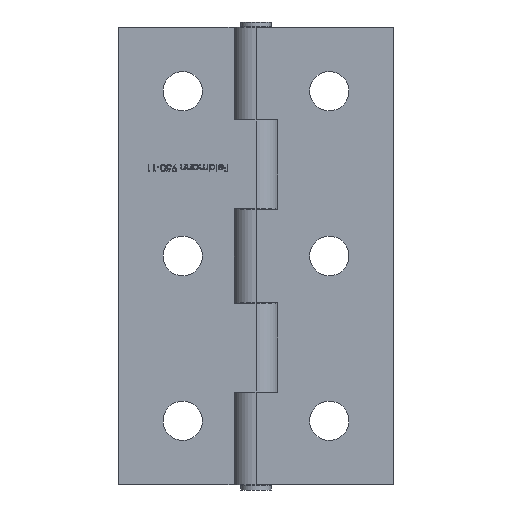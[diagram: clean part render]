
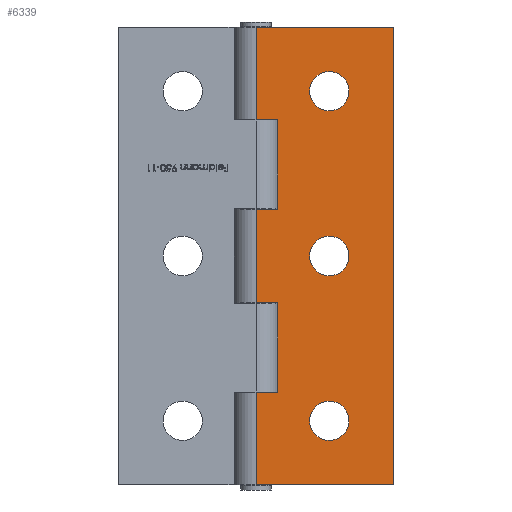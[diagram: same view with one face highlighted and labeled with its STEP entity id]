
A CAD part, front view. The second image highlights one B-rep face of the part: STEP entity #6339.
In plain terms, the highlighted planar face has unit normal (0, -1, 0).
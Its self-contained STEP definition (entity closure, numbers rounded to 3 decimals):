
#127 = VERTEX_POINT ( 'NONE', #9447 ) ;
#138 = FACE_BOUND ( 'NONE', #8717, .T. ) ;
#199 = CARTESIAN_POINT ( 'NONE',  ( 0.6, 0., -5.1 ) ) ;
#301 = VECTOR ( 'NONE', #3309, 1000. ) ;
#415 = EDGE_CURVE ( 'NONE', #6451, #6451, #6460, .T. ) ;
#581 = CARTESIAN_POINT ( 'NONE',  ( -12., 0., -25. ) ) ;
#600 = CARTESIAN_POINT ( 'NONE',  ( -12., 0., 25. ) ) ;
#793 = VECTOR ( 'NONE', #10187, 1000. ) ;
#876 = VERTEX_POINT ( 'NONE', #7094 ) ;
#948 = VECTOR ( 'NONE', #7337, 1000. ) ;
#1139 = ORIENTED_EDGE ( 'NONE', *, *, #8879, .T. ) ;
#1207 = VERTEX_POINT ( 'NONE', #5849 ) ;
#1213 = EDGE_CURVE ( 'NONE', #127, #7515, #9557, .T. ) ;
#1275 = CARTESIAN_POINT ( 'NONE',  ( 0.6, 0., -5.1 ) ) ;
#1313 = VECTOR ( 'NONE', #5971, 1000. ) ;
#1429 = DIRECTION ( 'NONE',  ( 0., 0., 1. ) ) ;
#1441 = EDGE_CURVE ( 'NONE', #6093, #7186, #6035, .T. ) ;
#1532 = ORIENTED_EDGE ( 'NONE', *, *, #1672, .T. ) ;
#1636 = DIRECTION ( 'NONE',  ( 0., 1., 0. ) ) ;
#1672 = EDGE_CURVE ( 'NONE', #8495, #3118, #10915, .T. ) ;
#1839 = DIRECTION ( 'NONE',  ( 0., 1., 0. ) ) ;
#1871 = VERTEX_POINT ( 'NONE', #2731 ) ;
#1920 = VECTOR ( 'NONE', #5372, 1000. ) ;
#2035 = AXIS2_PLACEMENT_3D ( 'NONE', #8702, #1636, #7005 ) ;
#2137 = LINE ( 'NONE', #8617, #1313 ) ;
#2254 = ORIENTED_EDGE ( 'NONE', *, *, #4295, .T. ) ;
#2347 = AXIS2_PLACEMENT_3D ( 'NONE', #8800, #10556, #3579 ) ;
#2407 = ORIENTED_EDGE ( 'NONE', *, *, #415, .T. ) ;
#2438 = FACE_BOUND ( 'NONE', #4776, .T. ) ;
#2588 = CARTESIAN_POINT ( 'NONE',  ( 3., 0., 5.1 ) ) ;
#2613 = EDGE_CURVE ( 'NONE', #3118, #7682, #5086, .T. ) ;
#2707 = EDGE_CURVE ( 'NONE', #7515, #1207, #7873, .T. ) ;
#2731 = CARTESIAN_POINT ( 'NONE',  ( 0.6, 0., 14.9 ) ) ;
#2756 = VECTOR ( 'NONE', #1429, 1000. ) ;
#3118 = VERTEX_POINT ( 'NONE', #8415 ) ;
#3185 = VERTEX_POINT ( 'NONE', #8497 ) ;
#3234 = CARTESIAN_POINT ( 'NONE',  ( 0.6, 0., 5.1 ) ) ;
#3243 = FACE_BOUND ( 'NONE', #5183, .T. ) ;
#3309 = DIRECTION ( 'NONE',  ( 1., 0., 0. ) ) ;
#3385 = CARTESIAN_POINT ( 'NONE',  ( 3., 0., 14.9 ) ) ;
#3579 = DIRECTION ( 'NONE',  ( 0., 0., 1. ) ) ;
#3619 = EDGE_LOOP ( 'NONE', ( #5543, #10282, #6857, #1532, #8585, #5004, #5767, #7006, #8123, #8148, #8377, #6266 ) ) ;
#3748 = AXIS2_PLACEMENT_3D ( 'NONE', #4426, #1839, #8726 ) ;
#4064 = DIRECTION ( 'NONE',  ( 0., 0., -1. ) ) ;
#4116 = DIRECTION ( 'NONE',  ( -1., 0., 0. ) ) ;
#4193 = EDGE_CURVE ( 'NONE', #876, #7682, #6028, .T. ) ;
#4295 = EDGE_CURVE ( 'NONE', #5515, #5515, #7909, .T. ) ;
#4426 = CARTESIAN_POINT ( 'NONE',  ( -5., 0., -18. ) ) ;
#4454 = CARTESIAN_POINT ( 'NONE',  ( -5., 0., 20.15 ) ) ;
#4567 = DIRECTION ( 'NONE',  ( 1., 0., 0. ) ) ;
#4668 = LINE ( 'NONE', #5456, #6315 ) ;
#4698 = VERTEX_POINT ( 'NONE', #10446 ) ;
#4728 = VECTOR ( 'NONE', #6405, 1000. ) ;
#4776 = EDGE_LOOP ( 'NONE', ( #2407 ) ) ;
#5004 = ORIENTED_EDGE ( 'NONE', *, *, #4193, .F. ) ;
#5086 = LINE ( 'NONE', #8399, #2756 ) ;
#5183 = EDGE_LOOP ( 'NONE', ( #2254 ) ) ;
#5287 = LINE ( 'NONE', #9870, #4728 ) ;
#5362 = VECTOR ( 'NONE', #6789, 1000. ) ;
#5372 = DIRECTION ( 'NONE',  ( 1., 0., 0. ) ) ;
#5449 = VECTOR ( 'NONE', #6160, 1000. ) ;
#5456 = CARTESIAN_POINT ( 'NONE',  ( 0.6, 0., -14.9 ) ) ;
#5515 = VERTEX_POINT ( 'NONE', #7136 ) ;
#5529 = CARTESIAN_POINT ( 'NONE',  ( 0.6, 0., 0. ) ) ;
#5543 = ORIENTED_EDGE ( 'NONE', *, *, #7565, .T. ) ;
#5718 = DIRECTION ( 'NONE',  ( 1., 0., 0. ) ) ;
#5767 = ORIENTED_EDGE ( 'NONE', *, *, #6554, .F. ) ;
#5849 = CARTESIAN_POINT ( 'NONE',  ( -12., 0., 25. ) ) ;
#5971 = DIRECTION ( 'NONE',  ( 0., 0., -1. ) ) ;
#6028 = LINE ( 'NONE', #3234, #301 ) ;
#6035 = LINE ( 'NONE', #7680, #5362 ) ;
#6093 = VERTEX_POINT ( 'NONE', #3385 ) ;
#6160 = DIRECTION ( 'NONE',  ( 0., 0., 1. ) ) ;
#6266 = ORIENTED_EDGE ( 'NONE', *, *, #1213, .F. ) ;
#6315 = VECTOR ( 'NONE', #4567, 1000. ) ;
#6339 = ADVANCED_FACE ( 'NONE', ( #3243, #2438, #138, #8145 ), #7383, .T. ) ;
#6405 = DIRECTION ( 'NONE',  ( 1., 0., 0. ) ) ;
#6451 = VERTEX_POINT ( 'NONE', #7060 ) ;
#6460 = CIRCLE ( 'NONE', #2347, 2.15 ) ;
#6554 = EDGE_CURVE ( 'NONE', #1871, #876, #10892, .T. ) ;
#6635 = CARTESIAN_POINT ( 'NONE',  ( 0., 0., 0. ) ) ;
#6789 = DIRECTION ( 'NONE',  ( 0., 0., 1. ) ) ;
#6810 = CARTESIAN_POINT ( 'NONE',  ( 3., 0., 25. ) ) ;
#6857 = ORIENTED_EDGE ( 'NONE', *, *, #10649, .F. ) ;
#6867 = EDGE_CURVE ( 'NONE', #1871, #6093, #11163, .T. ) ;
#7005 = DIRECTION ( 'NONE',  ( 0., 0., 1. ) ) ;
#7006 = ORIENTED_EDGE ( 'NONE', *, *, #6867, .T. ) ;
#7012 = EDGE_CURVE ( 'NONE', #1207, #7186, #5287, .T. ) ;
#7060 = CARTESIAN_POINT ( 'NONE',  ( -5., 0., 2.15 ) ) ;
#7094 = CARTESIAN_POINT ( 'NONE',  ( 0.6, 0., 5.1 ) ) ;
#7136 = CARTESIAN_POINT ( 'NONE',  ( -5., 0., -15.85 ) ) ;
#7186 = VERTEX_POINT ( 'NONE', #6810 ) ;
#7337 = DIRECTION ( 'NONE',  ( 0., 0., -1. ) ) ;
#7383 = PLANE ( 'NONE',  #11065 ) ;
#7515 = VERTEX_POINT ( 'NONE', #10013 ) ;
#7565 = EDGE_CURVE ( 'NONE', #127, #4698, #7734, .T. ) ;
#7659 = VECTOR ( 'NONE', #4116, 1000. ) ;
#7680 = CARTESIAN_POINT ( 'NONE',  ( 3., 0., -32.225 ) ) ;
#7682 = VERTEX_POINT ( 'NONE', #2588 ) ;
#7734 = LINE ( 'NONE', #8725, #5449 ) ;
#7873 = LINE ( 'NONE', #600, #793 ) ;
#7909 = CIRCLE ( 'NONE', #3748, 2.15 ) ;
#8123 = ORIENTED_EDGE ( 'NONE', *, *, #1441, .T. ) ;
#8145 = FACE_OUTER_BOUND ( 'NONE', #3619, .T. ) ;
#8148 = ORIENTED_EDGE ( 'NONE', *, *, #7012, .F. ) ;
#8184 = VECTOR ( 'NONE', #5718, 1000. ) ;
#8377 = ORIENTED_EDGE ( 'NONE', *, *, #2707, .F. ) ;
#8399 = CARTESIAN_POINT ( 'NONE',  ( 3., 0., -32.225 ) ) ;
#8400 = DIRECTION ( 'NONE',  ( 0., -1., 0. ) ) ;
#8415 = CARTESIAN_POINT ( 'NONE',  ( 3., 0., -5.1 ) ) ;
#8495 = VERTEX_POINT ( 'NONE', #199 ) ;
#8497 = CARTESIAN_POINT ( 'NONE',  ( 0.6, 0., -14.9 ) ) ;
#8585 = ORIENTED_EDGE ( 'NONE', *, *, #2613, .T. ) ;
#8617 = CARTESIAN_POINT ( 'NONE',  ( 0.6, 0., 0. ) ) ;
#8702 = CARTESIAN_POINT ( 'NONE',  ( -5., 0., 18. ) ) ;
#8717 = EDGE_LOOP ( 'NONE', ( #1139 ) ) ;
#8725 = CARTESIAN_POINT ( 'NONE',  ( 3., 0., -32.225 ) ) ;
#8726 = DIRECTION ( 'NONE',  ( 0., 0., 1. ) ) ;
#8800 = CARTESIAN_POINT ( 'NONE',  ( -5., 0., 0. ) ) ;
#8879 = EDGE_CURVE ( 'NONE', #10682, #10682, #10930, .T. ) ;
#9447 = CARTESIAN_POINT ( 'NONE',  ( 3., 0., -25. ) ) ;
#9557 = LINE ( 'NONE', #581, #7659 ) ;
#9645 = CARTESIAN_POINT ( 'NONE',  ( 0.6, 0., 14.9 ) ) ;
#9870 = CARTESIAN_POINT ( 'NONE',  ( 0., 0., 25. ) ) ;
#10013 = CARTESIAN_POINT ( 'NONE',  ( -12., 0., -25. ) ) ;
#10187 = DIRECTION ( 'NONE',  ( 0., 0., 1. ) ) ;
#10275 = EDGE_CURVE ( 'NONE', #3185, #4698, #4668, .T. ) ;
#10282 = ORIENTED_EDGE ( 'NONE', *, *, #10275, .F. ) ;
#10446 = CARTESIAN_POINT ( 'NONE',  ( 3., 0., -14.9 ) ) ;
#10556 = DIRECTION ( 'NONE',  ( 0., 1., 0. ) ) ;
#10649 = EDGE_CURVE ( 'NONE', #8495, #3185, #2137, .T. ) ;
#10682 = VERTEX_POINT ( 'NONE', #4454 ) ;
#10892 = LINE ( 'NONE', #5529, #948 ) ;
#10915 = LINE ( 'NONE', #1275, #8184 ) ;
#10930 = CIRCLE ( 'NONE', #2035, 2.15 ) ;
#11065 = AXIS2_PLACEMENT_3D ( 'NONE', #6635, #8400, #4064 ) ;
#11163 = LINE ( 'NONE', #9645, #1920 ) ;
